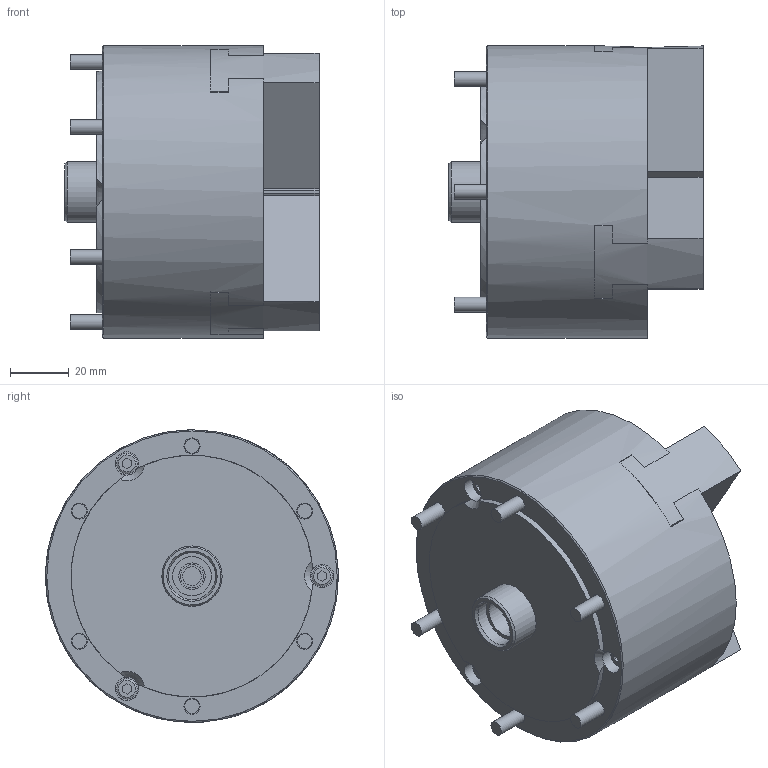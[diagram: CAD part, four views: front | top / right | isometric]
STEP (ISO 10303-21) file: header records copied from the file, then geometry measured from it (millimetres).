
FILE_DESCRIPTION(/* description */ ('Unknown'),/* implementation_level */ '2;1');
FILE_NAME(/* name */ 'KPC43C100-Solid',/* time_stamp */ '2019-08-16T09:00:22+01:00',/* author */ ('Unknown'),/* organization */ ('Unknown'),/* preprocessor_version */ 'ST-DEVELOPER v16.7',/* originating_system */ 'DEX',/* authorisation */ $);
FILE_SCHEMA (('AUTOMOTIVE_DESIGN {1 0 10303 214 3 1 1}'));
Length unit declared in the file: millimetre
Products named in the file (1): KPC43C100
Bounding box: 86.8 x 100 x 99.91 mm (x, y, z)
Volume: 481178.8 mm3; surface area: 76237.8 mm2
Topology: 1 solids, 22 shells, 638 faces, 1534 edges, 990 vertices
Faces by surface type: plane 412, cylinder 156, cone 63, torus 7
Full cylindrical faces by diameter (mm): 2.5 x3, 2.693 x3, 3 x6, 3.3 x3, 4 x6, 4.5 x3, 5 x18, 5.5 x12, 6 x9, 6.3 x3, 6.4 x1, 7 x3, 7.96 x2, 8 x3, 8.5 x12, 9 x1, 9.5 x6, 10 x6, 10.72 x1, 12 x1, 12.32 x1, 13.376 x1, 14.94 x3, 15.34 x1, 16 x4, 17 x1, 17.7 x1, 19 x2, 20.6 x1, 26 x1
Entity records: 17281 total; most frequent: DIRECTION 3023, CARTESIAN_POINT 2958, ORIENTED_EDGE 2608, EDGE_CURVE 1304, AXIS2_PLACEMENT_3D 1105, VERTEX_POINT 944, FACE_BOUND 936, EDGE_LOOP 930
